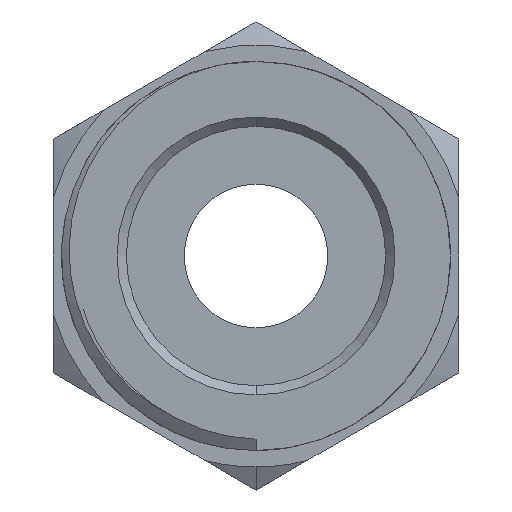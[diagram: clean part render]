
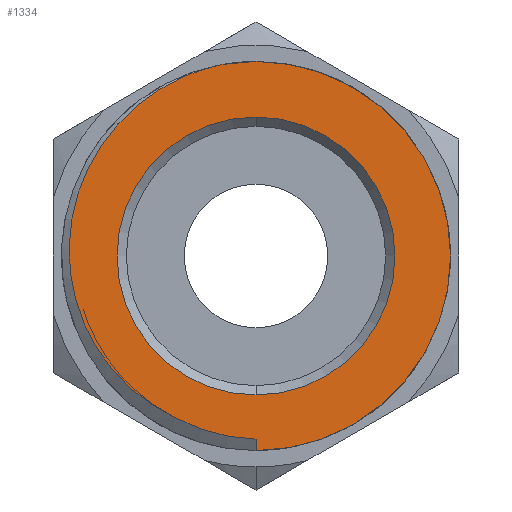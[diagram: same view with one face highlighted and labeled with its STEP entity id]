
A CAD part, left-side view. The second image highlights one B-rep face of the part: STEP entity #1334.
In plain terms, the highlighted planar face has unit normal (-1, 0, 0).
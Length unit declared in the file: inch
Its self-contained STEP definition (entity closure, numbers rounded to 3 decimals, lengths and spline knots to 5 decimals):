
#94 = CIRCLE ( 'NONE', #4762, 0.42 ) ;
#118 = CARTESIAN_POINT ( 'NONE',  ( -0.903, 0.01514, -0.39508 ) ) ;
#252 = EDGE_CURVE ( 'NONE', #886, #854, #446, .T. ) ;
#281 = DIRECTION ( 'NONE',  ( 0., 0., 1. ) ) ;
#317 = CARTESIAN_POINT ( 'NONE',  ( -0.903, 0.23775, -0.31223 ) ) ;
#340 = CARTESIAN_POINT ( 'NONE',  ( -0.903, 0.38778, -0.0998 ) ) ;
#365 = B_SPLINE_CURVE_WITH_KNOTS ( 'NONE', 3,
 ( #2590, #118, #3600, #601, #4097, #1090, #4583, #1605 ),
 .UNSPECIFIED., .F., .F.,
 ( 4, 2, 2, 4 ),
 ( 0., 0.00115, 0.0023, 0.00459 ),
 .UNSPECIFIED. ) ;
#366 = CARTESIAN_POINT ( 'NONE',  ( -0.903, 0.32467, 0.25252 ) ) ;
#369 = DIRECTION ( 'NONE',  ( 0., 0., 1. ) ) ;
#394 = DIRECTION ( 'NONE',  ( 0., 0., 1. ) ) ;
#446 = CIRCLE ( 'NONE', #3698, 0.42 ) ;
#459 = DIRECTION ( 'NONE',  ( 0., 0., -1. ) ) ;
#546 = DIRECTION ( 'NONE',  ( -1., 0., 0. ) ) ;
#601 = CARTESIAN_POINT ( 'NONE',  ( -0.903, 0.05999, -0.38943 ) ) ;
#716 = DIRECTION ( 'NONE',  ( -1., 0., 0. ) ) ;
#805 = CARTESIAN_POINT ( 'NONE',  ( -0.903, 0.26296, -0.2926 ) ) ;
#829 = CARTESIAN_POINT ( 'NONE',  ( -0.903, 0.39542, -0.06881 ) ) ;
#834 = CARTESIAN_POINT ( 'NONE',  ( -0.903, 0., 0. ) ) ;
#847 = CARTESIAN_POINT ( 'NONE',  ( -0.903, 0.30488, 0.27742 ) ) ;
#854 = VERTEX_POINT ( 'NONE', #4459 ) ;
#886 = VERTEX_POINT ( 'NONE', #3966 ) ;
#982 = EDGE_CURVE ( 'NONE', #854, #1235, #94, .T. ) ;
#995 = CIRCLE ( 'NONE', #6041, 0.3 ) ;
#1048 = ORIENTED_EDGE ( 'NONE', *, *, #1666, .T. ) ;
#1090 = CARTESIAN_POINT ( 'NONE',  ( -0.903, 0.11857, -0.37473 ) ) ;
#1166 = VERTEX_POINT ( 'NONE', #4629 ) ;
#1235 = VERTEX_POINT ( 'NONE', #5156 ) ;
#1296 = CARTESIAN_POINT ( 'NONE',  ( -0.903, 0.29394, -0.26391 ) ) ;
#1320 = CARTESIAN_POINT ( 'NONE',  ( -0.903, 0.40298, -0.01662 ) ) ;
#1334 = ADVANCED_FACE ( 'NONE', ( #3297, #3461 ), #3238, .T. ) ;
#1346 = CARTESIAN_POINT ( 'NONE',  ( -0.903, 0.27575, 0.30853 ) ) ;
#1553 = ORIENTED_EDGE ( 'NONE', *, *, #2521, .T. ) ;
#1579 = VECTOR ( 'NONE', #459, 39.37008 ) ;
#1583 = VERTEX_POINT ( 'NONE', #6249 ) ;
#1605 = CARTESIAN_POINT ( 'NONE',  ( -0.903, 0.1732, -0.34943 ) ) ;
#1666 = EDGE_CURVE ( 'NONE', #1166, #2421, #6221, .T. ) ;
#1805 = CARTESIAN_POINT ( 'NONE',  ( -0.903, 0.3275, -0.22298 ) ) ;
#1832 = CARTESIAN_POINT ( 'NONE',  ( -0.903, 0.40238, 0.04718 ) ) ;
#1851 = CARTESIAN_POINT ( 'NONE',  ( -0.903, 0.22661, 0.34837 ) ) ;
#1956 = ORIENTED_EDGE ( 'NONE', *, *, #5383, .F. ) ;
#2241 = CARTESIAN_POINT ( 'NONE',  ( -0.903, 0., 0. ) ) ;
#2311 = CARTESIAN_POINT ( 'NONE',  ( -0.903, 0.34524, -0.19636 ) ) ;
#2335 = CARTESIAN_POINT ( 'NONE',  ( -0.903, 0.39195, 0.10969 ) ) ;
#2354 = CARTESIAN_POINT ( 'NONE',  ( -0.903, 0.15277, 0.39094 ) ) ;
#2421 = VERTEX_POINT ( 'NONE', #2868 ) ;
#2521 = EDGE_CURVE ( 'NONE', #5961, #886, #2912, .T. ) ;
#2590 = CARTESIAN_POINT ( 'NONE',  ( -0.903, 0., -0.39551 ) ) ;
#2725 = B_SPLINE_CURVE_WITH_KNOTS ( 'NONE', 3,
 ( #2797, #5265, #3301, #317, #3805, #805, #4295, #1296, #4782, #1805, #5282, #2311, #5777, #2820, #6254, #3329, #340, #3823, #829, #4319, #1320, #4801, #1832, #5305, #2335, #5797, #2849, #6275, #3350, #366, #3848, #847, #4341, #1346, #4820, #1851, #5326, #2354, #5818, #2870 ),
 .UNSPECIFIED., .F., .F.,
 ( 4, 2, 2, 2, 2, 2, 2, 2, 2, 2, 2, 2, 2, 2, 2, 2, 2, 2, 2, 4 ),
 ( 0., 0.00162, 0.00243, 0.00324, 0.00487, 0.00568, 0.00649, 0.00811, 0.00892, 0.00973, 0.01135, 0.01298, 0.0146, 0.01622, 0.01784, 0.01865, 0.01946, 0.02109, 0.02271, 0.02595 ),
 .UNSPECIFIED. ) ;
#2797 = CARTESIAN_POINT ( 'NONE',  ( -0.903, 0.1732, -0.34943 ) ) ;
#2820 = CARTESIAN_POINT ( 'NONE',  ( -0.903, 0.36566, -0.15937 ) ) ;
#2849 = CARTESIAN_POINT ( 'NONE',  ( -0.903, 0.37184, 0.17016 ) ) ;
#2868 = CARTESIAN_POINT ( 'NONE',  ( -0.903, 0., -0.3 ) ) ;
#2870 = CARTESIAN_POINT ( 'NONE',  ( -0.903, 0.07121, 0.41392 ) ) ;
#2876 = AXIS2_PLACEMENT_3D ( 'NONE', #6306, #3389, #394 ) ;
#2887 = CARTESIAN_POINT ( 'NONE',  ( -0.903, 0., 0. ) ) ;
#2912 = LINE ( 'NONE', #6374, #1579 ) ;
#3238 = PLANE ( 'NONE',  #5627 ) ;
#3260 = DIRECTION ( 'NONE',  ( -1., 0., 0. ) ) ;
#3265 = ORIENTED_EDGE ( 'NONE', *, *, #252, .T. ) ;
#3284 = ORIENTED_EDGE ( 'NONE', *, *, #4316, .F. ) ;
#3297 = FACE_BOUND ( 'NONE', #5769, .T. ) ;
#3301 = CARTESIAN_POINT ( 'NONE',  ( -0.903, 0.21122, -0.33012 ) ) ;
#3329 = CARTESIAN_POINT ( 'NONE',  ( -0.903, 0.38466, -0.11003 ) ) ;
#3350 = CARTESIAN_POINT ( 'NONE',  ( -0.903, 0.34271, 0.22651 ) ) ;
#3389 = DIRECTION ( 'NONE',  ( 1., 0., 0. ) ) ;
#3396 = DIRECTION ( 'NONE',  ( 0., 0., 1. ) ) ;
#3461 = FACE_OUTER_BOUND ( 'NONE', #4993, .T. ) ;
#3553 = CARTESIAN_POINT ( 'NONE',  ( -0.903, 0., 0. ) ) ;
#3600 = CARTESIAN_POINT ( 'NONE',  ( -0.903, 0.03016, -0.39377 ) ) ;
#3686 = ORIENTED_EDGE ( 'NONE', *, *, #982, .T. ) ;
#3698 = AXIS2_PLACEMENT_3D ( 'NONE', #834, #716, #369 ) ;
#3805 = CARTESIAN_POINT ( 'NONE',  ( -0.903, 0.24639, -0.30588 ) ) ;
#3823 = CARTESIAN_POINT ( 'NONE',  ( -0.903, 0.39316, -0.07917 ) ) ;
#3848 = CARTESIAN_POINT ( 'NONE',  ( -0.903, 0.31831, 0.26097 ) ) ;
#3966 = CARTESIAN_POINT ( 'NONE',  ( -0.903, 0., -0.42 ) ) ;
#4039 = DIRECTION ( 'NONE',  ( 0., 0., 1. ) ) ;
#4097 = CARTESIAN_POINT ( 'NONE',  ( -0.903, 0.07486, -0.38638 ) ) ;
#4295 = CARTESIAN_POINT ( 'NONE',  ( -0.903, 0.27094, -0.28565 ) ) ;
#4316 = EDGE_CURVE ( 'NONE', #5961, #1583, #365, .T. ) ;
#4319 = CARTESIAN_POINT ( 'NONE',  ( -0.903, 0.40096, -0.03761 ) ) ;
#4341 = CARTESIAN_POINT ( 'NONE',  ( -0.903, 0.29779, 0.28546 ) ) ;
#4459 = CARTESIAN_POINT ( 'NONE',  ( -0.903, 0., 0.42 ) ) ;
#4583 = CARTESIAN_POINT ( 'NONE',  ( -0.903, 0.1465, -0.36372 ) ) ;
#4629 = CARTESIAN_POINT ( 'NONE',  ( -0.903, 0., 0.3 ) ) ;
#4762 = AXIS2_PLACEMENT_3D ( 'NONE', #3553, #546, #4039 ) ;
#4782 = CARTESIAN_POINT ( 'NONE',  ( -0.903, 0.30809, -0.24825 ) ) ;
#4801 = CARTESIAN_POINT ( 'NONE',  ( -0.903, 0.4037, 0.02571 ) ) ;
#4820 = CARTESIAN_POINT ( 'NONE',  ( -0.903, 0.26003, 0.32264 ) ) ;
#4993 = EDGE_LOOP ( 'NONE', ( #3284, #1553, #3265, #3686, #1956 ) ) ;
#5156 = CARTESIAN_POINT ( 'NONE',  ( -0.903, 0.07121, 0.41392 ) ) ;
#5265 = CARTESIAN_POINT ( 'NONE',  ( -0.903, 0.19266, -0.34053 ) ) ;
#5282 = CARTESIAN_POINT ( 'NONE',  ( -0.903, 0.33368, -0.21421 ) ) ;
#5305 = CARTESIAN_POINT ( 'NONE',  ( -0.903, 0.39649, 0.0891 ) ) ;
#5326 = CARTESIAN_POINT ( 'NONE',  ( -0.903, 0.20886, 0.36002 ) ) ;
#5383 = EDGE_CURVE ( 'NONE', #1583, #1235, #2725, .T. ) ;
#5421 = CARTESIAN_POINT ( 'NONE',  ( -0.903, 0., -0.39551 ) ) ;
#5627 = AXIS2_PLACEMENT_3D ( 'NONE', #2241, #3260, #281 ) ;
#5747 = ORIENTED_EDGE ( 'NONE', *, *, #6387, .T. ) ;
#5769 = EDGE_LOOP ( 'NONE', ( #1048, #5747 ) ) ;
#5777 = CARTESIAN_POINT ( 'NONE',  ( -0.903, 0.35063, -0.18724 ) ) ;
#5797 = CARTESIAN_POINT ( 'NONE',  ( -0.903, 0.37967, 0.15014 ) ) ;
#5818 = CARTESIAN_POINT ( 'NONE',  ( -0.903, 0.11312, 0.40548 ) ) ;
#5961 = VERTEX_POINT ( 'NONE', #5421 ) ;
#6041 = AXIS2_PLACEMENT_3D ( 'NONE', #2887, #6311, #3396 ) ;
#6221 = CIRCLE ( 'NONE', #2876, 0.3 ) ;
#6249 = CARTESIAN_POINT ( 'NONE',  ( -0.903, 0.1732, -0.34943 ) ) ;
#6254 = CARTESIAN_POINT ( 'NONE',  ( -0.903, 0.37418, -0.14007 ) ) ;
#6275 = CARTESIAN_POINT ( 'NONE',  ( -0.903, 0.35335, 0.20831 ) ) ;
#6306 = CARTESIAN_POINT ( 'NONE',  ( -0.903, 0., 0. ) ) ;
#6311 = DIRECTION ( 'NONE',  ( 1., 0., 0. ) ) ;
#6374 = CARTESIAN_POINT ( 'NONE',  ( -0.903, 0., 0. ) ) ;
#6387 = EDGE_CURVE ( 'NONE', #2421, #1166, #995, .T. ) ;
